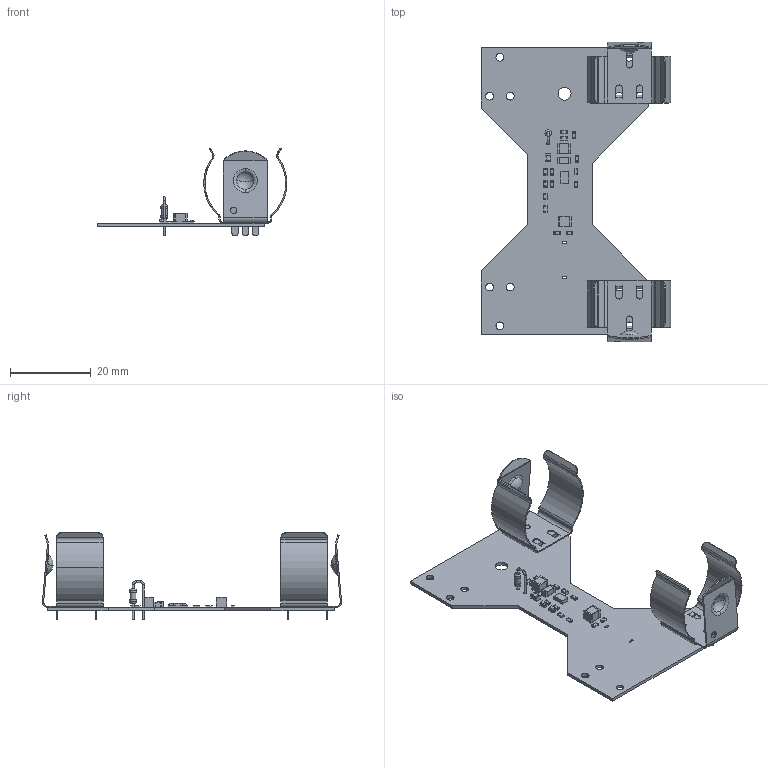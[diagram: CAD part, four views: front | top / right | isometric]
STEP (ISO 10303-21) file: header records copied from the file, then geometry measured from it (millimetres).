
FILE_DESCRIPTION(('FreeCAD Model'),'2;1');
FILE_NAME('Open CASCADE Shape Model','2021-05-30T20:10:38',('Author'),( ''),'Open CASCADE STEP processor 7.5','FreeCAD','Unknown');
FILE_SCHEMA(('AUTOMOTIVE_DESIGN { 1 0 10303 214 1 1 1 1 }'));
Length unit declared in the file: millimetre
Products named in the file (16): VX8Battery; Board_Geoms_a240; Pcb_a240; Step_Models_a240; Top_a240; TH1_R_Axial_DIN0204_L36mm_D16mm_P254mm_Vertical_99c942fc799d; R1_R_0603_1608Metric_e04d69ce8836; U1_MP2672A_023df3fe17b2; C5_C_1210_3225Metric_d43db624757c; C2_C_0603_1608Metric_7b14ea18a6a0; C4_C_0805_2012Metric_7cbe0b741b72; D2_LED_0603_1608Metric_f960d8dfa779; BT1_21700BatteryModel-NoBattery002_b1414afbb5f3; 21700BatteryModel-NoBattery; 21700BatteryModel-NoBattery001; C3_C_1206_3216Metric_fab75bc0fda4
Assembly tree (27 placements, depth 5):
  VX8Battery
    Board_Geoms_a240
      Pcb_a240
    Step_Models_a240
      Top_a240
        TH1_R_Axial_DIN0204_L36mm_D16mm_P254mm_Vertical_99c942fc799d
        R1_R_0603_1608Metric_e04d69ce8836  x11
        U1_MP2672A_023df3fe17b2
        C5_C_1210_3225Metric_d43db624757c  x2
        C2_C_0603_1608Metric_7b14ea18a6a0
        C4_C_0805_2012Metric_7cbe0b741b72
        D2_LED_0603_1608Metric_f960d8dfa779  x2
        BT1_21700BatteryModel-NoBattery002_b1414afbb5f3
          21700BatteryModel-NoBattery
          21700BatteryModel-NoBattery001
        C3_C_1206_3216Metric_fab75bc0fda4
Bounding box: 46.94 x 73.95 x 21.69 mm (x, y, z)
Volume: 2300.5 mm3; surface area: 8278.2 mm2
Topology: 23 solids, 23 shells, 862 faces, 2174 edges, 1370 vertices
Faces by surface type: plane 554, cylinder 288, torus 12, sphere 8
Full cylindrical faces by diameter (mm): 0.5 x4, 0.7 x2, 1.44 x1, 1.6 x2, 1.93 x12, 3.2 x1
Entity records: 17284 total; most frequent: DIRECTION 2791, CARTESIAN_POINT 2677, ORIENTED_EDGE 2562, EDGE_CURVE 1281, AXIS2_PLACEMENT_3D 974, LINE 843, VECTOR 843, VERTEX_POINT 796
